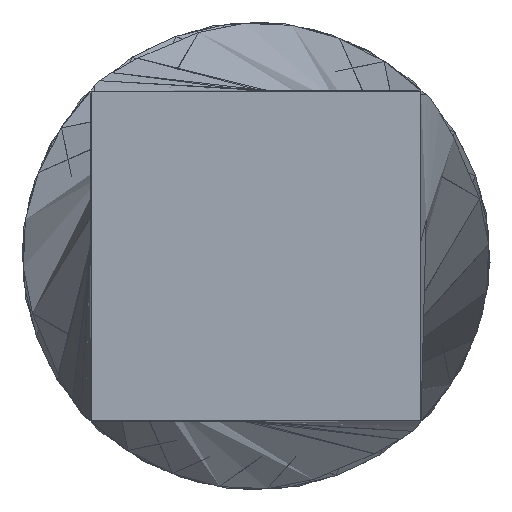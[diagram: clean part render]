
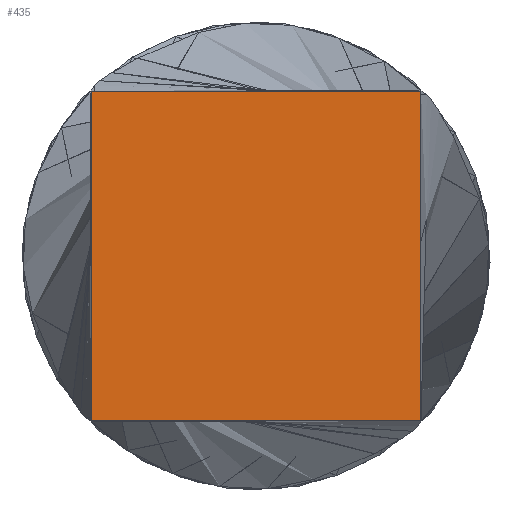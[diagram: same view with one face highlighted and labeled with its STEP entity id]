
A CAD part, front view. The second image highlights one B-rep face of the part: STEP entity #435.
In plain terms, the highlighted planar face has unit normal (0, -1, 0).
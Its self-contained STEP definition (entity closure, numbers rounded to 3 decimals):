
#102 = PLANE ( 'NONE',  #4400 ) ;
#160 = DIRECTION ( 'NONE',  ( 1., 0., 0. ) ) ;
#211 = CARTESIAN_POINT ( 'NONE',  ( -6., -50., -6. ) ) ;
#336 = EDGE_CURVE ( 'NONE', #4093, #3429, #10850, .T. ) ;
#364 = VERTEX_POINT ( 'NONE', #1854 ) ;
#435 = ADVANCED_FACE ( 'NONE', ( #1194 ), #102, .F. ) ;
#1173 = CARTESIAN_POINT ( 'NONE',  ( 0., -50., 0. ) ) ;
#1194 = FACE_OUTER_BOUND ( 'NONE', #8224, .T. ) ;
#1372 = VECTOR ( 'NONE', #6774, 1000. ) ;
#1854 = CARTESIAN_POINT ( 'NONE',  ( 6., -50., 6. ) ) ;
#2090 = LINE ( 'NONE', #6917, #6888 ) ;
#3019 = DIRECTION ( 'NONE',  ( 0., 0., -1. ) ) ;
#3403 = VECTOR ( 'NONE', #160, 1000. ) ;
#3429 = VERTEX_POINT ( 'NONE', #211 ) ;
#3556 = ORIENTED_EDGE ( 'NONE', *, *, #6139, .T. ) ;
#4093 = VERTEX_POINT ( 'NONE', #12713 ) ;
#4400 = AXIS2_PLACEMENT_3D ( 'NONE', #1173, #11277, #11411 ) ;
#5217 = CARTESIAN_POINT ( 'NONE',  ( 6., -50., -6. ) ) ;
#5255 = EDGE_CURVE ( 'NONE', #3429, #7104, #8882, .T. ) ;
#6139 = EDGE_CURVE ( 'NONE', #364, #4093, #2090, .T. ) ;
#6774 = DIRECTION ( 'NONE',  ( 0., 0., 1. ) ) ;
#6888 = VECTOR ( 'NONE', #11082, 1000. ) ;
#6917 = CARTESIAN_POINT ( 'NONE',  ( 6., -50., 6. ) ) ;
#7104 = VERTEX_POINT ( 'NONE', #5217 ) ;
#7109 = VECTOR ( 'NONE', #3019, 1000. ) ;
#7206 = CARTESIAN_POINT ( 'NONE',  ( -6., -50., -6. ) ) ;
#8224 = EDGE_LOOP ( 'NONE', ( #13291, #3556, #12927, #10198 ) ) ;
#8771 = LINE ( 'NONE', #9990, #1372 ) ;
#8882 = LINE ( 'NONE', #7206, #3403 ) ;
#9186 = CARTESIAN_POINT ( 'NONE',  ( -6., -50., 6. ) ) ;
#9990 = CARTESIAN_POINT ( 'NONE',  ( 6., -50., -6. ) ) ;
#10198 = ORIENTED_EDGE ( 'NONE', *, *, #5255, .T. ) ;
#10850 = LINE ( 'NONE', #9186, #7109 ) ;
#11082 = DIRECTION ( 'NONE',  ( -1., 0., 0. ) ) ;
#11142 = EDGE_CURVE ( 'NONE', #7104, #364, #8771, .T. ) ;
#11277 = DIRECTION ( 'NONE',  ( 0., 1., 0. ) ) ;
#11411 = DIRECTION ( 'NONE',  ( 0., 0., 1. ) ) ;
#12713 = CARTESIAN_POINT ( 'NONE',  ( -6., -50., 6. ) ) ;
#12927 = ORIENTED_EDGE ( 'NONE', *, *, #336, .T. ) ;
#13291 = ORIENTED_EDGE ( 'NONE', *, *, #11142, .T. ) ;
